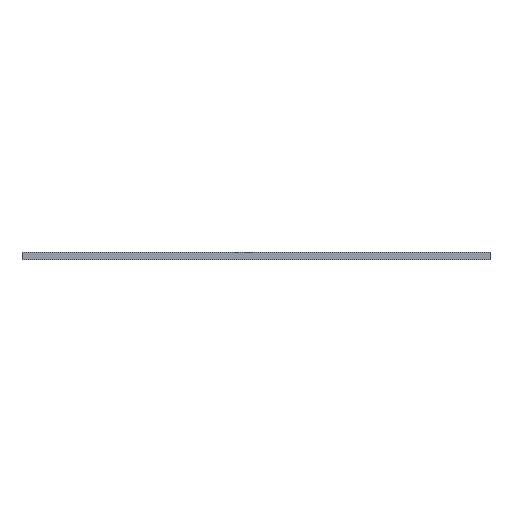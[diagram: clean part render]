
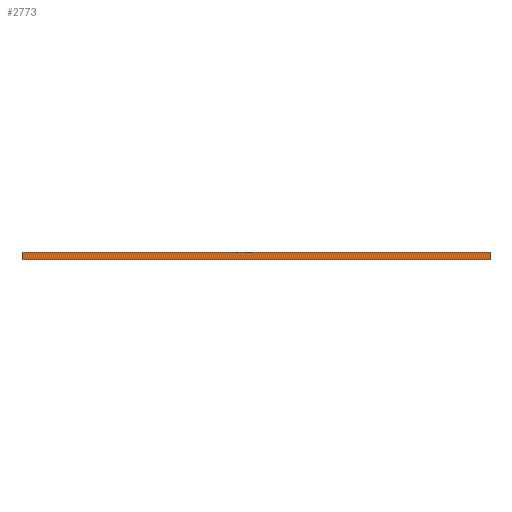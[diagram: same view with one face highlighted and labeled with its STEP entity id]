
A CAD part, front view. The second image highlights one B-rep face of the part: STEP entity #2773.
In plain terms, the highlighted planar face has unit normal (0, -1, 0).
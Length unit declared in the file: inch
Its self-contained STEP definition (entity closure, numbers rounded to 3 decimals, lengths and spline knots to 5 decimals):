
#13 = DIRECTION ( 'NONE',  ( 0., -1., 0. ) ) ;
#159 = CARTESIAN_POINT ( 'NONE',  ( 2., -2., -0.06 ) ) ;
#316 = VERTEX_POINT ( 'NONE', #1917 ) ;
#383 = CARTESIAN_POINT ( 'NONE',  ( 0., -2., -0.03 ) ) ;
#534 = VECTOR ( 'NONE', #2379, 39.37008 ) ;
#597 = VERTEX_POINT ( 'NONE', #2985 ) ;
#618 = DIRECTION ( 'NONE',  ( 0., 0., -1. ) ) ;
#630 = DIRECTION ( 'NONE',  ( 1., 0., 0. ) ) ;
#827 = EDGE_CURVE ( 'NONE', #2640, #316, #1569, .T. ) ;
#927 = ORIENTED_EDGE ( 'NONE', *, *, #3215, .T. ) ;
#1001 = ORIENTED_EDGE ( 'NONE', *, *, #2891, .T. ) ;
#1157 = CARTESIAN_POINT ( 'NONE',  ( 0., -2., -0.06 ) ) ;
#1477 = CARTESIAN_POINT ( 'NONE',  ( -2., -2., 0. ) ) ;
#1554 = LINE ( 'NONE', #2787, #2975 ) ;
#1569 = LINE ( 'NONE', #3694, #3281 ) ;
#1594 = FACE_OUTER_BOUND ( 'NONE', #1907, .T. ) ;
#1907 = EDGE_LOOP ( 'NONE', ( #3219, #3214, #1001, #927 ) ) ;
#1917 = CARTESIAN_POINT ( 'NONE',  ( 2., -2., 0. ) ) ;
#2319 = CARTESIAN_POINT ( 'NONE',  ( 2., -2., -0.03 ) ) ;
#2379 = DIRECTION ( 'NONE',  ( 1., 0., 0. ) ) ;
#2486 = DIRECTION ( 'NONE',  ( 0., 0., -1. ) ) ;
#2640 = VERTEX_POINT ( 'NONE', #1477 ) ;
#2773 = ADVANCED_FACE ( 'NONE', ( #1594 ), #3702, .T. ) ;
#2785 = AXIS2_PLACEMENT_3D ( 'NONE', #383, #13, #618 ) ;
#2787 = CARTESIAN_POINT ( 'NONE',  ( -2., -2., -0.03 ) ) ;
#2850 = VECTOR ( 'NONE', #3517, 39.37008 ) ;
#2891 = EDGE_CURVE ( 'NONE', #2640, #597, #1554, .T. ) ;
#2962 = EDGE_CURVE ( 'NONE', #316, #3520, #3795, .T. ) ;
#2975 = VECTOR ( 'NONE', #2486, 39.37008 ) ;
#2985 = CARTESIAN_POINT ( 'NONE',  ( -2., -2., -0.06 ) ) ;
#3214 = ORIENTED_EDGE ( 'NONE', *, *, #827, .F. ) ;
#3215 = EDGE_CURVE ( 'NONE', #597, #3520, #3915, .T. ) ;
#3219 = ORIENTED_EDGE ( 'NONE', *, *, #2962, .F. ) ;
#3281 = VECTOR ( 'NONE', #630, 39.37008 ) ;
#3517 = DIRECTION ( 'NONE',  ( 0., 0., -1. ) ) ;
#3520 = VERTEX_POINT ( 'NONE', #159 ) ;
#3694 = CARTESIAN_POINT ( 'NONE',  ( 0., -2., 0. ) ) ;
#3702 = PLANE ( 'NONE',  #2785 ) ;
#3795 = LINE ( 'NONE', #2319, #2850 ) ;
#3915 = LINE ( 'NONE', #1157, #534 ) ;
